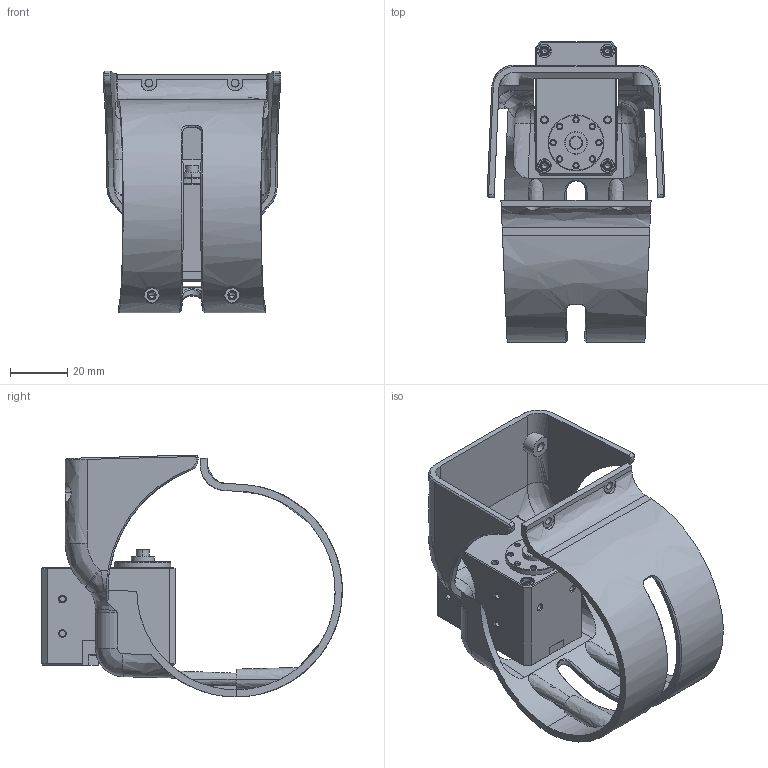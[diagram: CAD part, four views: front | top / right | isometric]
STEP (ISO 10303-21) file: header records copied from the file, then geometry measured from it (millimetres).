
FILE_DESCRIPTION(/* description */ ('STEP AP242','CAx-IF Rec.Pracs.---Representation and Presentation of Product Manufacturing Information (PMI)---4.0---2014-10-13','CAx-IF Rec.Pracs.---3D Tessellated Geometry---0.4---2014-09-14','2;1'),/* implementation_level */ '2;1');
FILE_NAME(/* name */ '67599956fb4fe213ddd22533',/* time_stamp */ '2024-12-11T13:53:28Z',/* author */ (''),/* organization */ (''),/* preprocessor_version */ 'ST-DEVELOPER v20',/* originating_system */ 'ONSHAPE BY PTC INC, 1.190',/* authorisation */ ' ');
FILE_SCHEMA (('AP242_MANAGED_MODEL_BASED_3D_ENGINEERING_MIM_LF { 1 0 10303 442 1 1 4 }'));
Length unit declared in the file: metre
Products named in the file (12): NED3_PRO_ELBOW_ASSEMBLY; 10001865-1_SERVO_MOTOR-ROBOTIS-DYNAMIXEL_XH430-W210-T; 10001768-1_AXIS-4a_UPPER_SHELL-RAL9005; 10001769-1_AXIS-4a_LOWER_SHELL-RAL9005
Assembly tree (11 placements, depth 2):
  NED3_PRO_ELBOW_ASSEMBLY
    10001865-1_SERVO_MOTOR-ROBOTIS-DYNAMIXEL_XH430-W210-T
    10001768-1_AXIS-4a_UPPER_SHELL-RAL9005
    10001865-1_SERVO_MOTOR-ROBOTIS-DYNAMIXEL_XH430-W210-T
    10001865-1_SERVO_MOTOR-ROBOTIS-DYNAMIXEL_XH430-W210-T
    10001865-1_SERVO_MOTOR-ROBOTIS-DYNAMIXEL_XH430-W210-T
    10001865-1_SERVO_MOTOR-ROBOTIS-DYNAMIXEL_XH430-W210-T
    10001865-1_SERVO_MOTOR-ROBOTIS-DYNAMIXEL_XH430-W210-T
    10001769-1_AXIS-4a_LOWER_SHELL-RAL9005
    10001865-1_SERVO_MOTOR-ROBOTIS-DYNAMIXEL_XH430-W210-T
    10001865-1_SERVO_MOTOR-ROBOTIS-DYNAMIXEL_XH430-W210-T
    10001865-1_SERVO_MOTOR-ROBOTIS-DYNAMIXEL_XH430-W210-T
Bounding box: 61.98 x 104.75 x 84.28 mm (x, y, z)
Volume: 76440.7 mm3; surface area: 40763.5 mm2
Topology: 11 solids, 11 shells, 689 faces, 1762 edges, 1118 vertices
Faces by surface type: bspline 689
Entity records: 29107 total; most frequent: CARTESIAN_POINT 13145, ORIENTED_EDGE 3452, DIRECTION 2058, EDGE_CURVE 1726, VERTEX_POINT 1118, AXIS2_PLACEMENT_3D 809, EDGE_LOOP 778, FACE_BOUND 778
